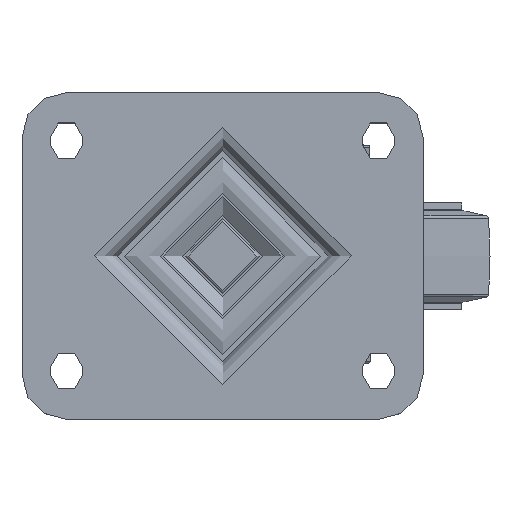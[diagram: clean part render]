
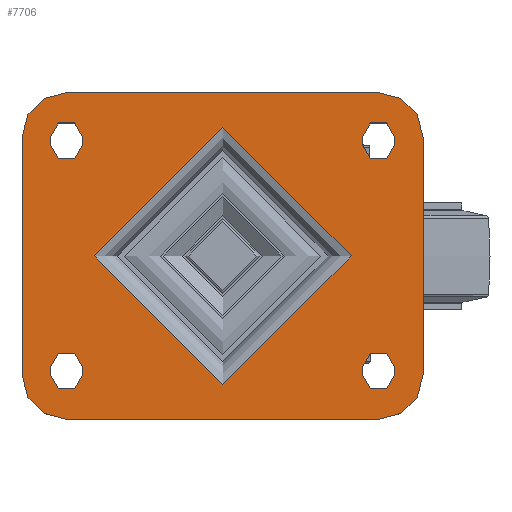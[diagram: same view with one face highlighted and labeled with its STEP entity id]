
A CAD part, top view. The second image highlights one B-rep face of the part: STEP entity #7706.
In plain terms, the highlighted planar face has unit normal (0, 0, 1).
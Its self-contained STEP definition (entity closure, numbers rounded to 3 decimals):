
#435=FACE_BOUND('',#1298,.T.);
#436=FACE_BOUND('',#1299,.T.);
#437=FACE_BOUND('',#1300,.T.);
#438=FACE_BOUND('',#1301,.T.);
#439=FACE_BOUND('',#1302,.T.);
#496=PLANE('',#8393);
#821=FACE_OUTER_BOUND('',#1297,.T.);
#1297=EDGE_LOOP('',(#5371,#5372,#5373,#5374,#5375,#5376,#5377,#5378));
#1298=EDGE_LOOP('',(#5379,#5380,#5381,#5382));
#1299=EDGE_LOOP('',(#5383,#5384,#5385,#5386));
#1300=EDGE_LOOP('',(#5387,#5388,#5389,#5390));
#1301=EDGE_LOOP('',(#5391,#5392,#5393,#5394));
#1302=EDGE_LOOP('',(#5395));
#1839=LINE('',#11585,#2455);
#1840=LINE('',#11589,#2456);
#1841=LINE('',#11593,#2457);
#1842=LINE('',#11596,#2458);
#1843=LINE('',#11599,#2459);
#1844=LINE('',#11603,#2460);
#1845=LINE('',#11607,#2461);
#1846=LINE('',#11611,#2462);
#1847=LINE('',#11615,#2463);
#1848=LINE('',#11619,#2464);
#1849=LINE('',#11623,#2465);
#1850=LINE('',#11627,#2466);
#2455=VECTOR('',#9344,1000.);
#2456=VECTOR('',#9347,1000.);
#2457=VECTOR('',#9350,1000.);
#2458=VECTOR('',#9353,1000.);
#2459=VECTOR('',#9354,1000.);
#2460=VECTOR('',#9357,1000.);
#2461=VECTOR('',#9360,1000.);
#2462=VECTOR('',#9363,1000.);
#2463=VECTOR('',#9366,1000.);
#2464=VECTOR('',#9369,1000.);
#2465=VECTOR('',#9372,1000.);
#2466=VECTOR('',#9375,1000.);
#3072=CIRCLE('',#8362,43.246);
#3095=CIRCLE('',#8394,15.);
#3096=CIRCLE('',#8395,15.);
#3097=CIRCLE('',#8396,15.);
#3098=CIRCLE('',#8397,15.);
#3099=CIRCLE('',#8398,5.5);
#3100=CIRCLE('',#8399,5.5);
#3101=CIRCLE('',#8400,5.5);
#3102=CIRCLE('',#8401,5.5);
#3103=CIRCLE('',#8402,5.5);
#3104=CIRCLE('',#8403,5.5);
#3105=CIRCLE('',#8404,5.5);
#3106=CIRCLE('',#8405,5.5);
#3412=VERTEX_POINT('',#11502);
#3444=VERTEX_POINT('',#11581);
#3445=VERTEX_POINT('',#11582);
#3446=VERTEX_POINT('',#11584);
#3447=VERTEX_POINT('',#11586);
#3448=VERTEX_POINT('',#11588);
#3449=VERTEX_POINT('',#11590);
#3450=VERTEX_POINT('',#11592);
#3451=VERTEX_POINT('',#11594);
#3452=VERTEX_POINT('',#11597);
#3453=VERTEX_POINT('',#11598);
#3454=VERTEX_POINT('',#11600);
#3455=VERTEX_POINT('',#11602);
#3456=VERTEX_POINT('',#11605);
#3457=VERTEX_POINT('',#11606);
#3458=VERTEX_POINT('',#11608);
#3459=VERTEX_POINT('',#11610);
#3460=VERTEX_POINT('',#11613);
#3461=VERTEX_POINT('',#11614);
#3462=VERTEX_POINT('',#11616);
#3463=VERTEX_POINT('',#11618);
#3464=VERTEX_POINT('',#11621);
#3465=VERTEX_POINT('',#11622);
#3466=VERTEX_POINT('',#11624);
#3467=VERTEX_POINT('',#11626);
#4152=EDGE_CURVE('',#3412,#3412,#3072,.T.);
#4189=EDGE_CURVE('',#3444,#3445,#3095,.T.);
#4190=EDGE_CURVE('',#3446,#3445,#1839,.T.);
#4191=EDGE_CURVE('',#3447,#3446,#3096,.T.);
#4192=EDGE_CURVE('',#3448,#3447,#1840,.T.);
#4193=EDGE_CURVE('',#3449,#3448,#3097,.T.);
#4194=EDGE_CURVE('',#3450,#3449,#1841,.T.);
#4195=EDGE_CURVE('',#3450,#3451,#3098,.T.);
#4196=EDGE_CURVE('',#3444,#3451,#1842,.T.);
#4197=EDGE_CURVE('',#3452,#3453,#1843,.T.);
#4198=EDGE_CURVE('',#3453,#3454,#3099,.T.);
#4199=EDGE_CURVE('',#3454,#3455,#1844,.T.);
#4200=EDGE_CURVE('',#3455,#3452,#3100,.T.);
#4201=EDGE_CURVE('',#3456,#3457,#1845,.T.);
#4202=EDGE_CURVE('',#3457,#3458,#3101,.T.);
#4203=EDGE_CURVE('',#3458,#3459,#1846,.T.);
#4204=EDGE_CURVE('',#3459,#3456,#3102,.T.);
#4205=EDGE_CURVE('',#3460,#3461,#1847,.T.);
#4206=EDGE_CURVE('',#3461,#3462,#3103,.T.);
#4207=EDGE_CURVE('',#3462,#3463,#1848,.T.);
#4208=EDGE_CURVE('',#3463,#3460,#3104,.T.);
#4209=EDGE_CURVE('',#3464,#3465,#1849,.T.);
#4210=EDGE_CURVE('',#3465,#3466,#3105,.T.);
#4211=EDGE_CURVE('',#3466,#3467,#1850,.T.);
#4212=EDGE_CURVE('',#3467,#3464,#3106,.T.);
#5371=ORIENTED_EDGE('',*,*,#4189,.T.);
#5372=ORIENTED_EDGE('',*,*,#4190,.F.);
#5373=ORIENTED_EDGE('',*,*,#4191,.F.);
#5374=ORIENTED_EDGE('',*,*,#4192,.F.);
#5375=ORIENTED_EDGE('',*,*,#4193,.F.);
#5376=ORIENTED_EDGE('',*,*,#4194,.F.);
#5377=ORIENTED_EDGE('',*,*,#4195,.T.);
#5378=ORIENTED_EDGE('',*,*,#4196,.F.);
#5379=ORIENTED_EDGE('',*,*,#4197,.T.);
#5380=ORIENTED_EDGE('',*,*,#4198,.T.);
#5381=ORIENTED_EDGE('',*,*,#4199,.T.);
#5382=ORIENTED_EDGE('',*,*,#4200,.T.);
#5383=ORIENTED_EDGE('',*,*,#4201,.T.);
#5384=ORIENTED_EDGE('',*,*,#4202,.T.);
#5385=ORIENTED_EDGE('',*,*,#4203,.T.);
#5386=ORIENTED_EDGE('',*,*,#4204,.T.);
#5387=ORIENTED_EDGE('',*,*,#4205,.T.);
#5388=ORIENTED_EDGE('',*,*,#4206,.T.);
#5389=ORIENTED_EDGE('',*,*,#4207,.T.);
#5390=ORIENTED_EDGE('',*,*,#4208,.T.);
#5391=ORIENTED_EDGE('',*,*,#4209,.T.);
#5392=ORIENTED_EDGE('',*,*,#4210,.T.);
#5393=ORIENTED_EDGE('',*,*,#4211,.T.);
#5394=ORIENTED_EDGE('',*,*,#4212,.T.);
#5395=ORIENTED_EDGE('',*,*,#4152,.F.);
#7706=ADVANCED_FACE('',(#821,#435,#436,#437,#438,#439),#496,.T.);
#8362=AXIS2_PLACEMENT_3D('',#11504,#9264,#9265);
#8393=AXIS2_PLACEMENT_3D('',#11580,#9340,#9341);
#8394=AXIS2_PLACEMENT_3D('',#11583,#9342,#9343);
#8395=AXIS2_PLACEMENT_3D('',#11587,#9345,#9346);
#8396=AXIS2_PLACEMENT_3D('',#11591,#9348,#9349);
#8397=AXIS2_PLACEMENT_3D('',#11595,#9351,#9352);
#8398=AXIS2_PLACEMENT_3D('',#11601,#9355,#9356);
#8399=AXIS2_PLACEMENT_3D('',#11604,#9358,#9359);
#8400=AXIS2_PLACEMENT_3D('',#11609,#9361,#9362);
#8401=AXIS2_PLACEMENT_3D('',#11612,#9364,#9365);
#8402=AXIS2_PLACEMENT_3D('',#11617,#9367,#9368);
#8403=AXIS2_PLACEMENT_3D('',#11620,#9370,#9371);
#8404=AXIS2_PLACEMENT_3D('',#11625,#9373,#9374);
#8405=AXIS2_PLACEMENT_3D('',#11628,#9376,#9377);
#9264=DIRECTION('center_axis',(0.,0.,1.));
#9265=DIRECTION('ref_axis',(-1.,0.,0.));
#9340=DIRECTION('center_axis',(0.,0.,1.));
#9341=DIRECTION('ref_axis',(1.,0.,0.));
#9342=DIRECTION('center_axis',(0.,0.,1.));
#9343=DIRECTION('ref_axis',(-1.,0.,0.));
#9344=DIRECTION('',(-1.,0.,0.));
#9345=DIRECTION('center_axis',(0.,0.,-1.));
#9346=DIRECTION('ref_axis',(1.,0.,0.));
#9347=DIRECTION('',(0.,-1.,0.));
#9348=DIRECTION('center_axis',(0.,0.,-1.));
#9349=DIRECTION('ref_axis',(0.,1.,0.));
#9350=DIRECTION('',(1.,0.,0.));
#9351=DIRECTION('center_axis',(0.,0.,1.));
#9352=DIRECTION('ref_axis',(0.,1.,0.));
#9353=DIRECTION('',(0.,1.,0.));
#9354=DIRECTION('',(0.,-1.,0.));
#9355=DIRECTION('center_axis',(0.,0.,-1.));
#9356=DIRECTION('ref_axis',(1.,0.,0.));
#9357=DIRECTION('',(0.,1.,0.));
#9358=DIRECTION('center_axis',(0.,0.,-1.));
#9359=DIRECTION('ref_axis',(1.,0.,0.));
#9360=DIRECTION('',(0.,1.,0.));
#9361=DIRECTION('center_axis',(0.,0.,-1.));
#9362=DIRECTION('ref_axis',(1.,0.,0.));
#9363=DIRECTION('',(0.,-1.,0.));
#9364=DIRECTION('center_axis',(0.,0.,-1.));
#9365=DIRECTION('ref_axis',(1.,0.,0.));
#9366=DIRECTION('',(0.,-1.,0.));
#9367=DIRECTION('center_axis',(0.,0.,-1.));
#9368=DIRECTION('ref_axis',(-1.,0.,0.));
#9369=DIRECTION('',(0.,1.,0.));
#9370=DIRECTION('center_axis',(0.,0.,-1.));
#9371=DIRECTION('ref_axis',(-1.,0.,0.));
#9372=DIRECTION('',(0.,1.,0.));
#9373=DIRECTION('center_axis',(0.,0.,-1.));
#9374=DIRECTION('ref_axis',(-1.,0.,0.));
#9375=DIRECTION('',(0.,-1.,0.));
#9376=DIRECTION('center_axis',(0.,0.,-1.));
#9377=DIRECTION('ref_axis',(-1.,0.,0.));
#11502=CARTESIAN_POINT('',(43.246,0.,0.));
#11504=CARTESIAN_POINT('Origin',(0.,0.,0.));
#11580=CARTESIAN_POINT('Origin',(0.,0.,0.));
#11581=CARTESIAN_POINT('',(-67.5,-40.,0.));
#11582=CARTESIAN_POINT('',(-52.5,-55.,0.));
#11583=CARTESIAN_POINT('Origin',(-52.5,-40.,0.));
#11584=CARTESIAN_POINT('',(52.5,-55.,0.));
#11585=CARTESIAN_POINT('',(52.5,-55.,0.));
#11586=CARTESIAN_POINT('',(67.5,-40.,0.));
#11587=CARTESIAN_POINT('Origin',(52.5,-40.,0.));
#11588=CARTESIAN_POINT('',(67.5,40.,0.));
#11589=CARTESIAN_POINT('',(67.5,40.,0.));
#11590=CARTESIAN_POINT('',(52.5,55.,0.));
#11591=CARTESIAN_POINT('Origin',(52.5,40.,0.));
#11592=CARTESIAN_POINT('',(-52.5,55.,0.));
#11593=CARTESIAN_POINT('',(-52.5,55.,0.));
#11594=CARTESIAN_POINT('',(-67.5,40.,0.));
#11595=CARTESIAN_POINT('Origin',(-52.5,40.,0.));
#11596=CARTESIAN_POINT('',(-67.5,-40.,0.));
#11597=CARTESIAN_POINT('',(-47.,40.,0.));
#11598=CARTESIAN_POINT('',(-47.,37.5,0.));
#11599=CARTESIAN_POINT('',(-47.,37.5,0.));
#11600=CARTESIAN_POINT('',(-58.,37.5,0.));
#11601=CARTESIAN_POINT('Origin',(-52.5,37.5,0.));
#11602=CARTESIAN_POINT('',(-58.,40.,0.));
#11603=CARTESIAN_POINT('',(-58.,37.5,0.));
#11604=CARTESIAN_POINT('Origin',(-52.5,40.,0.));
#11605=CARTESIAN_POINT('',(-58.,-40.,0.));
#11606=CARTESIAN_POINT('',(-58.,-37.5,0.));
#11607=CARTESIAN_POINT('',(-58.,-37.5,0.));
#11608=CARTESIAN_POINT('',(-47.,-37.5,0.));
#11609=CARTESIAN_POINT('Origin',(-52.5,-37.5,0.));
#11610=CARTESIAN_POINT('',(-47.,-40.,0.));
#11611=CARTESIAN_POINT('',(-47.,-37.5,0.));
#11612=CARTESIAN_POINT('Origin',(-52.5,-40.,0.));
#11613=CARTESIAN_POINT('',(58.,40.,0.));
#11614=CARTESIAN_POINT('',(58.,37.5,0.));
#11615=CARTESIAN_POINT('',(58.,37.5,0.));
#11616=CARTESIAN_POINT('',(47.,37.5,0.));
#11617=CARTESIAN_POINT('Origin',(52.5,37.5,0.));
#11618=CARTESIAN_POINT('',(47.,40.,0.));
#11619=CARTESIAN_POINT('',(47.,37.5,0.));
#11620=CARTESIAN_POINT('Origin',(52.5,40.,0.));
#11621=CARTESIAN_POINT('',(47.,-40.,0.));
#11622=CARTESIAN_POINT('',(47.,-37.5,0.));
#11623=CARTESIAN_POINT('',(47.,-37.5,0.));
#11624=CARTESIAN_POINT('',(58.,-37.5,0.));
#11625=CARTESIAN_POINT('Origin',(52.5,-37.5,0.));
#11626=CARTESIAN_POINT('',(58.,-40.,0.));
#11627=CARTESIAN_POINT('',(58.,-37.5,0.));
#11628=CARTESIAN_POINT('Origin',(52.5,-40.,0.));
